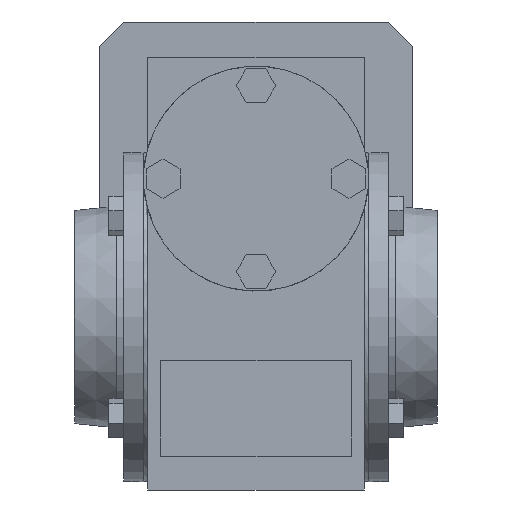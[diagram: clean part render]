
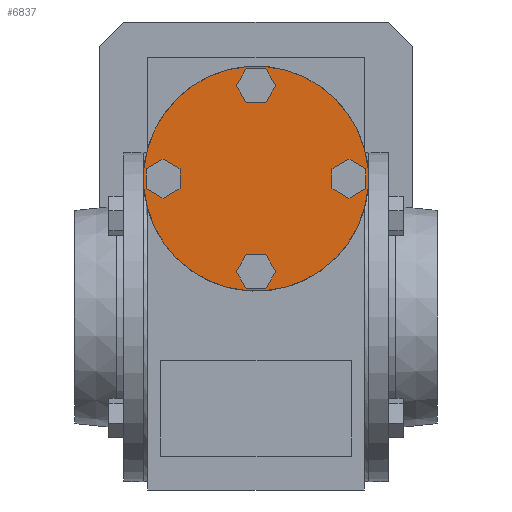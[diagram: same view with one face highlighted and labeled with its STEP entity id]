
A CAD part, left-side view. The second image highlights one B-rep face of the part: STEP entity #6837.
In plain terms, the highlighted face is planar.
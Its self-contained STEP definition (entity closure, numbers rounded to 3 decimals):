
#283=PLANE('',#7353);
#712=LINE('',#10218,#1178);
#713=LINE('',#10221,#1179);
#714=LINE('',#10223,#1180);
#715=LINE('',#10225,#1181);
#716=LINE('',#10227,#1182);
#717=LINE('',#10229,#1183);
#718=LINE('',#10230,#1184);
#719=LINE('',#10233,#1185);
#720=LINE('',#10235,#1186);
#721=LINE('',#10237,#1187);
#722=LINE('',#10239,#1188);
#723=LINE('',#10241,#1189);
#724=LINE('',#10244,#1190);
#725=LINE('',#10247,#1191);
#726=LINE('',#10249,#1192);
#727=LINE('',#10251,#1193);
#728=LINE('',#10253,#1194);
#729=LINE('',#10255,#1195);
#730=LINE('',#10256,#1196);
#731=LINE('',#10259,#1197);
#732=LINE('',#10261,#1198);
#733=LINE('',#10263,#1199);
#734=LINE('',#10265,#1200);
#735=LINE('',#10267,#1201);
#1178=VECTOR('',#8701,1000.);
#1179=VECTOR('',#8702,1000.);
#1180=VECTOR('',#8703,1000.);
#1181=VECTOR('',#8704,1000.);
#1182=VECTOR('',#8705,1000.);
#1183=VECTOR('',#8706,1000.);
#1184=VECTOR('',#8707,1000.);
#1185=VECTOR('',#8708,1000.);
#1186=VECTOR('',#8709,1000.);
#1187=VECTOR('',#8710,1000.);
#1188=VECTOR('',#8711,1000.);
#1189=VECTOR('',#8712,1000.);
#1190=VECTOR('',#8715,1000.);
#1191=VECTOR('',#8716,1000.);
#1192=VECTOR('',#8717,1000.);
#1193=VECTOR('',#8718,1000.);
#1194=VECTOR('',#8719,1000.);
#1195=VECTOR('',#8720,1000.);
#1196=VECTOR('',#8721,1000.);
#1197=VECTOR('',#8722,1000.);
#1198=VECTOR('',#8723,1000.);
#1199=VECTOR('',#8724,1000.);
#1200=VECTOR('',#8725,1000.);
#1201=VECTOR('',#8726,1000.);
#2404=ORIENTED_EDGE('',*,*,#3133,.T.);
#2405=ORIENTED_EDGE('',*,*,#3134,.T.);
#2406=ORIENTED_EDGE('',*,*,#3135,.T.);
#2407=ORIENTED_EDGE('',*,*,#3136,.T.);
#2408=ORIENTED_EDGE('',*,*,#3137,.T.);
#2409=ORIENTED_EDGE('',*,*,#3138,.T.);
#2410=ORIENTED_EDGE('',*,*,#3139,.F.);
#2411=ORIENTED_EDGE('',*,*,#3140,.F.);
#2412=ORIENTED_EDGE('',*,*,#3141,.F.);
#2413=ORIENTED_EDGE('',*,*,#3142,.F.);
#2414=ORIENTED_EDGE('',*,*,#3143,.F.);
#2415=ORIENTED_EDGE('',*,*,#3144,.F.);
#2416=ORIENTED_EDGE('',*,*,#3145,.F.);
#2417=ORIENTED_EDGE('',*,*,#3146,.T.);
#2418=ORIENTED_EDGE('',*,*,#3147,.T.);
#2419=ORIENTED_EDGE('',*,*,#3148,.T.);
#2420=ORIENTED_EDGE('',*,*,#3149,.T.);
#2421=ORIENTED_EDGE('',*,*,#3150,.T.);
#2422=ORIENTED_EDGE('',*,*,#3151,.T.);
#2423=ORIENTED_EDGE('',*,*,#3152,.F.);
#2424=ORIENTED_EDGE('',*,*,#3153,.F.);
#2425=ORIENTED_EDGE('',*,*,#3154,.F.);
#2426=ORIENTED_EDGE('',*,*,#3155,.F.);
#2427=ORIENTED_EDGE('',*,*,#3156,.F.);
#2428=ORIENTED_EDGE('',*,*,#3157,.F.);
#3133=EDGE_CURVE('',#3642,#3643,#712,.T.);
#3134=EDGE_CURVE('',#3643,#3644,#713,.T.);
#3135=EDGE_CURVE('',#3644,#3645,#714,.T.);
#3136=EDGE_CURVE('',#3645,#3646,#715,.T.);
#3137=EDGE_CURVE('',#3646,#3647,#716,.T.);
#3138=EDGE_CURVE('',#3647,#3642,#717,.T.);
#3139=EDGE_CURVE('',#3648,#3649,#718,.T.);
#3140=EDGE_CURVE('',#3650,#3648,#719,.T.);
#3141=EDGE_CURVE('',#3651,#3650,#720,.T.);
#3142=EDGE_CURVE('',#3652,#3651,#721,.T.);
#3143=EDGE_CURVE('',#3653,#3652,#722,.T.);
#3144=EDGE_CURVE('',#3649,#3653,#723,.T.);
#3145=EDGE_CURVE('',#3654,#3654,#3861,.T.);
#3146=EDGE_CURVE('',#3655,#3656,#724,.T.);
#3147=EDGE_CURVE('',#3656,#3657,#725,.T.);
#3148=EDGE_CURVE('',#3657,#3658,#726,.T.);
#3149=EDGE_CURVE('',#3658,#3659,#727,.T.);
#3150=EDGE_CURVE('',#3659,#3660,#728,.T.);
#3151=EDGE_CURVE('',#3660,#3655,#729,.T.);
#3152=EDGE_CURVE('',#3661,#3662,#730,.T.);
#3153=EDGE_CURVE('',#3663,#3661,#731,.T.);
#3154=EDGE_CURVE('',#3664,#3663,#732,.T.);
#3155=EDGE_CURVE('',#3665,#3664,#733,.T.);
#3156=EDGE_CURVE('',#3666,#3665,#734,.T.);
#3157=EDGE_CURVE('',#3662,#3666,#735,.T.);
#3642=VERTEX_POINT('',#10219);
#3643=VERTEX_POINT('',#10220);
#3644=VERTEX_POINT('',#10222);
#3645=VERTEX_POINT('',#10224);
#3646=VERTEX_POINT('',#10226);
#3647=VERTEX_POINT('',#10228);
#3648=VERTEX_POINT('',#10231);
#3649=VERTEX_POINT('',#10232);
#3650=VERTEX_POINT('',#10234);
#3651=VERTEX_POINT('',#10236);
#3652=VERTEX_POINT('',#10238);
#3653=VERTEX_POINT('',#10240);
#3654=VERTEX_POINT('',#10243);
#3655=VERTEX_POINT('',#10245);
#3656=VERTEX_POINT('',#10246);
#3657=VERTEX_POINT('',#10248);
#3658=VERTEX_POINT('',#10250);
#3659=VERTEX_POINT('',#10252);
#3660=VERTEX_POINT('',#10254);
#3661=VERTEX_POINT('',#10257);
#3662=VERTEX_POINT('',#10258);
#3663=VERTEX_POINT('',#10260);
#3664=VERTEX_POINT('',#10262);
#3665=VERTEX_POINT('',#10264);
#3666=VERTEX_POINT('',#10266);
#3861=CIRCLE('',#7354,41.275);
#4270=EDGE_LOOP('',(#2404,#2405,#2406,#2407,#2408,#2409));
#4271=EDGE_LOOP('',(#2410,#2411,#2412,#2413,#2414,#2415));
#4272=EDGE_LOOP('',(#2416));
#4273=EDGE_LOOP('',(#2417,#2418,#2419,#2420,#2421,#2422));
#4274=EDGE_LOOP('',(#2423,#2424,#2425,#2426,#2427,#2428));
#4730=FACE_BOUND('',#4270,.T.);
#4731=FACE_BOUND('',#4271,.T.);
#4732=FACE_BOUND('',#4272,.T.);
#4733=FACE_BOUND('',#4273,.T.);
#4734=FACE_BOUND('',#4274,.T.);
#6837=ADVANCED_FACE('',(#4730,#4731,#4732,#4733,#4734),#283,.F.);
#7353=AXIS2_PLACEMENT_3D('',#10217,#8699,#8700);
#7354=AXIS2_PLACEMENT_3D('',#10242,#8713,#8714);
#8699=DIRECTION('',(-1.,0.,0.));
#8700=DIRECTION('',(0.,0.,1.));
#8701=DIRECTION('',(0.,-0.259,-0.966));
#8702=DIRECTION('',(0.,-0.966,-0.259));
#8703=DIRECTION('',(0.,-0.707,0.707));
#8704=DIRECTION('',(0.,0.259,0.966));
#8705=DIRECTION('',(0.,0.966,0.259));
#8706=DIRECTION('',(0.,0.707,-0.707));
#8707=DIRECTION('',(0.,-0.966,0.259));
#8708=DIRECTION('',(0.,-0.259,0.966));
#8709=DIRECTION('',(0.,0.707,0.707));
#8710=DIRECTION('',(0.,0.966,-0.259));
#8711=DIRECTION('',(0.,0.259,-0.966));
#8712=DIRECTION('',(0.,-0.707,-0.707));
#8713=DIRECTION('',(-1.,0.,0.));
#8714=DIRECTION('',(0.,0.,1.));
#8715=DIRECTION('',(0.,0.259,0.966));
#8716=DIRECTION('',(0.,0.966,0.259));
#8717=DIRECTION('',(0.,0.707,-0.707));
#8718=DIRECTION('',(0.,-0.259,-0.966));
#8719=DIRECTION('',(0.,-0.966,-0.259));
#8720=DIRECTION('',(0.,-0.707,0.707));
#8721=DIRECTION('',(0.,0.966,-0.259));
#8722=DIRECTION('',(0.,0.259,-0.966));
#8723=DIRECTION('',(0.,-0.707,-0.707));
#8724=DIRECTION('',(0.,-0.966,0.259));
#8725=DIRECTION('',(0.,-0.259,0.966));
#8726=DIRECTION('',(0.,0.707,0.707));
#10217=CARTESIAN_POINT('',(7.214,0.,41.275));
#10218=CARTESIAN_POINT('',(7.214,-17.179,-22.271));
#10219=CARTESIAN_POINT('',(7.214,-17.179,-22.271));
#10220=CARTESIAN_POINT('',(7.214,-19.043,-29.226));
#10221=CARTESIAN_POINT('',(7.214,-19.043,-29.226));
#10222=CARTESIAN_POINT('',(7.214,-25.998,-31.09));
#10223=CARTESIAN_POINT('',(7.214,-25.998,-31.09));
#10224=CARTESIAN_POINT('',(7.214,-31.09,-25.998));
#10225=CARTESIAN_POINT('',(7.214,-31.09,-25.998));
#10226=CARTESIAN_POINT('',(7.214,-29.226,-19.043));
#10227=CARTESIAN_POINT('',(7.214,-29.226,-19.043));
#10228=CARTESIAN_POINT('',(7.214,-22.271,-17.179));
#10229=CARTESIAN_POINT('',(7.214,-22.271,-17.179));
#10230=CARTESIAN_POINT('',(7.214,-19.043,29.226));
#10231=CARTESIAN_POINT('',(7.214,-19.043,29.226));
#10232=CARTESIAN_POINT('',(7.214,-25.998,31.09));
#10233=CARTESIAN_POINT('',(7.214,-17.179,22.271));
#10234=CARTESIAN_POINT('',(7.214,-17.179,22.271));
#10235=CARTESIAN_POINT('',(7.214,-22.271,17.179));
#10236=CARTESIAN_POINT('',(7.214,-22.271,17.179));
#10237=CARTESIAN_POINT('',(7.214,-29.226,19.043));
#10238=CARTESIAN_POINT('',(7.214,-29.226,19.043));
#10239=CARTESIAN_POINT('',(7.214,-31.09,25.998));
#10240=CARTESIAN_POINT('',(7.214,-31.09,25.998));
#10241=CARTESIAN_POINT('',(7.214,-25.998,31.09));
#10242=CARTESIAN_POINT('',(7.214,0.,0.));
#10243=CARTESIAN_POINT('',(7.214,0.,41.275));
#10244=CARTESIAN_POINT('',(7.214,17.179,22.271));
#10245=CARTESIAN_POINT('',(7.214,17.179,22.271));
#10246=CARTESIAN_POINT('',(7.214,19.043,29.226));
#10247=CARTESIAN_POINT('',(7.214,19.043,29.226));
#10248=CARTESIAN_POINT('',(7.214,25.998,31.09));
#10249=CARTESIAN_POINT('',(7.214,25.998,31.09));
#10250=CARTESIAN_POINT('',(7.214,31.09,25.998));
#10251=CARTESIAN_POINT('',(7.214,31.09,25.998));
#10252=CARTESIAN_POINT('',(7.214,29.226,19.043));
#10253=CARTESIAN_POINT('',(7.214,29.226,19.043));
#10254=CARTESIAN_POINT('',(7.214,22.271,17.179));
#10255=CARTESIAN_POINT('',(7.214,22.271,17.179));
#10256=CARTESIAN_POINT('',(7.214,19.043,-29.226));
#10257=CARTESIAN_POINT('',(7.214,19.043,-29.226));
#10258=CARTESIAN_POINT('',(7.214,25.998,-31.09));
#10259=CARTESIAN_POINT('',(7.214,17.179,-22.271));
#10260=CARTESIAN_POINT('',(7.214,17.179,-22.271));
#10261=CARTESIAN_POINT('',(7.214,22.271,-17.179));
#10262=CARTESIAN_POINT('',(7.214,22.271,-17.179));
#10263=CARTESIAN_POINT('',(7.214,29.226,-19.043));
#10264=CARTESIAN_POINT('',(7.214,29.226,-19.043));
#10265=CARTESIAN_POINT('',(7.214,31.09,-25.998));
#10266=CARTESIAN_POINT('',(7.214,31.09,-25.998));
#10267=CARTESIAN_POINT('',(7.214,25.998,-31.09));
